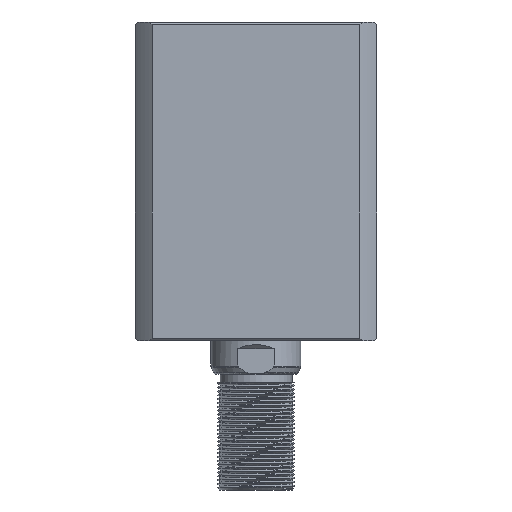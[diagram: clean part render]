
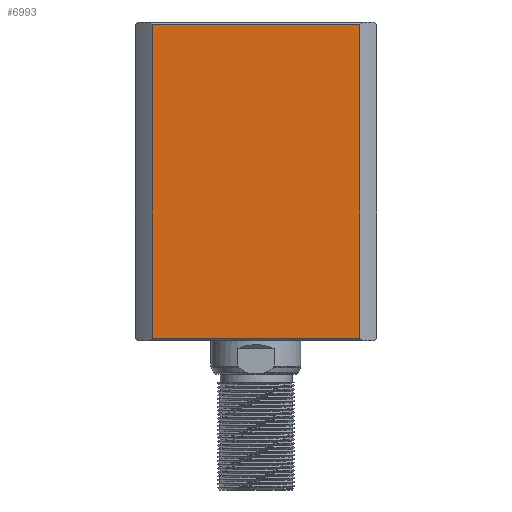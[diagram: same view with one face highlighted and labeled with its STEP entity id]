
A CAD part, left-side view. The second image highlights one B-rep face of the part: STEP entity #6993.
In plain terms, the highlighted planar face has unit normal (-1, 0, 0).
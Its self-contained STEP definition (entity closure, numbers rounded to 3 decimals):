
#323 = DIRECTION ( 'NONE',  ( 0., 0., 1. ) ) ;
#1208 = CARTESIAN_POINT ( 'NONE',  ( -47., -40.435, 1. ) ) ;
#1461 = VECTOR ( 'NONE', #323, 1000. ) ;
#1690 = ORIENTED_EDGE ( 'NONE', *, *, #12372, .F. ) ;
#1763 = CARTESIAN_POINT ( 'NONE',  ( -47., -40.435, 300. ) ) ;
#1978 = VERTEX_POINT ( 'NONE', #7420 ) ;
#3219 = FACE_OUTER_BOUND ( 'NONE', #11281, .T. ) ;
#3365 = CARTESIAN_POINT ( 'NONE',  ( -47., 47., 124. ) ) ;
#3631 = LINE ( 'NONE', #4962, #17770 ) ;
#4023 = AXIS2_PLACEMENT_3D ( 'NONE', #3365, #7499, #17077 ) ;
#4119 = EDGE_CURVE ( 'NONE', #7554, #1978, #12448, .T. ) ;
#4962 = CARTESIAN_POINT ( 'NONE',  ( -47., 47., 1. ) ) ;
#5164 = DIRECTION ( 'NONE',  ( 0., 1., 0. ) ) ;
#5351 = CARTESIAN_POINT ( 'NONE',  ( -47., -40.435, 123. ) ) ;
#5407 = LINE ( 'NONE', #1763, #12293 ) ;
#5480 = EDGE_CURVE ( 'NONE', #13831, #1978, #17743, .T. ) ;
#6993 = ADVANCED_FACE ( 'NONE', ( #3219 ), #17017, .F. ) ;
#7420 = CARTESIAN_POINT ( 'NONE',  ( -47., 40.435, 123. ) ) ;
#7499 = DIRECTION ( 'NONE',  ( 1., 0., 0. ) ) ;
#7533 = CARTESIAN_POINT ( 'NONE',  ( -47., 40.435, 1. ) ) ;
#7554 = VERTEX_POINT ( 'NONE', #7533 ) ;
#8444 = EDGE_CURVE ( 'NONE', #7554, #8627, #3631, .T. ) ;
#8627 = VERTEX_POINT ( 'NONE', #1208 ) ;
#9123 = DIRECTION ( 'NONE',  ( 0., -1., 0. ) ) ;
#10998 = ORIENTED_EDGE ( 'NONE', *, *, #5480, .T. ) ;
#11281 = EDGE_LOOP ( 'NONE', ( #1690, #10998, #14124, #11913 ) ) ;
#11913 = ORIENTED_EDGE ( 'NONE', *, *, #8444, .T. ) ;
#12017 = CARTESIAN_POINT ( 'NONE',  ( -47., 47., 123. ) ) ;
#12293 = VECTOR ( 'NONE', #15356, 1000. ) ;
#12372 = EDGE_CURVE ( 'NONE', #13831, #8627, #5407, .T. ) ;
#12448 = LINE ( 'NONE', #16789, #1461 ) ;
#13278 = VECTOR ( 'NONE', #5164, 1000. ) ;
#13831 = VERTEX_POINT ( 'NONE', #5351 ) ;
#14124 = ORIENTED_EDGE ( 'NONE', *, *, #4119, .F. ) ;
#15356 = DIRECTION ( 'NONE',  ( 0., 0., -1. ) ) ;
#16789 = CARTESIAN_POINT ( 'NONE',  ( -47., 40.435, 300. ) ) ;
#17017 = PLANE ( 'NONE',  #4023 ) ;
#17077 = DIRECTION ( 'NONE',  ( 0., 1., 0. ) ) ;
#17743 = LINE ( 'NONE', #12017, #13278 ) ;
#17770 = VECTOR ( 'NONE', #9123, 1000. ) ;
